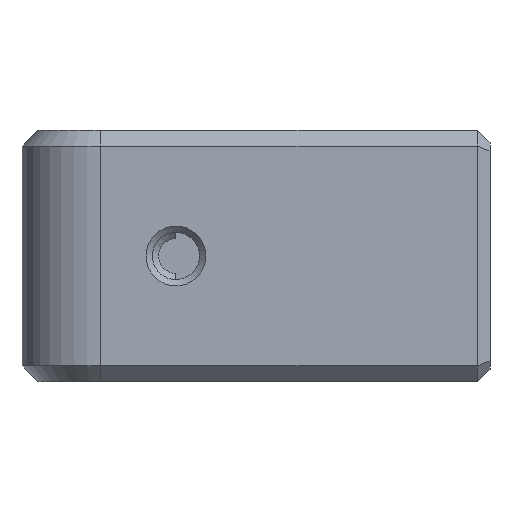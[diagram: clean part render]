
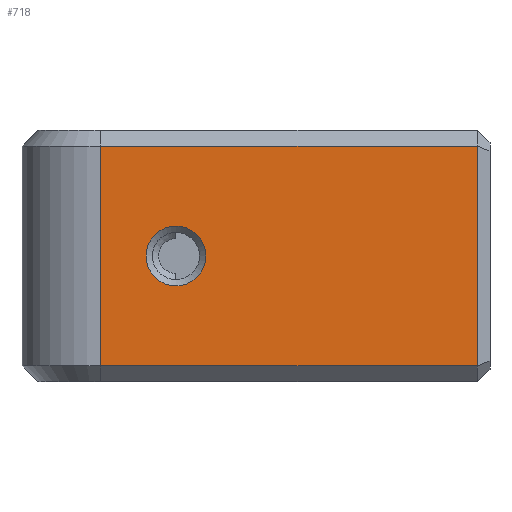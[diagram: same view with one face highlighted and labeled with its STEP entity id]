
A CAD part, front view. The second image highlights one B-rep face of the part: STEP entity #718.
In plain terms, the highlighted face is planar.
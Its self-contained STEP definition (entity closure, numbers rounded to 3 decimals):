
#35=FACE_BOUND('',#124,.T.);
#44=CIRCLE('',#785,0.95);
#77=FACE_OUTER_BOUND('',#123,.T.);
#123=EDGE_LOOP('',(#572,#573,#574,#575));
#124=EDGE_LOOP('',(#576));
#186=LINE('',#1116,#267);
#189=LINE('',#1122,#270);
#203=LINE('',#1165,#284);
#204=LINE('',#1166,#285);
#267=VECTOR('',#894,10.);
#270=VECTOR('',#899,1000.);
#284=VECTOR('',#941,1000.);
#285=VECTOR('',#942,1000.);
#329=VERTEX_POINT('',#1088);
#335=VERTEX_POINT('',#1112);
#337=VERTEX_POINT('',#1120);
#352=VERTEX_POINT('',#1164);
#353=VERTEX_POINT('',#1167);
#408=EDGE_CURVE('',#329,#335,#186,.T.);
#411=EDGE_CURVE('',#329,#337,#189,.T.);
#432=EDGE_CURVE('',#337,#352,#203,.T.);
#433=EDGE_CURVE('',#352,#335,#204,.T.);
#434=EDGE_CURVE('',#353,#353,#44,.T.);
#572=ORIENTED_EDGE('',*,*,#408,.F.);
#573=ORIENTED_EDGE('',*,*,#411,.T.);
#574=ORIENTED_EDGE('',*,*,#432,.T.);
#575=ORIENTED_EDGE('',*,*,#433,.T.);
#576=ORIENTED_EDGE('',*,*,#434,.T.);
#688=PLANE('',#784);
#718=ADVANCED_FACE('',(#77,#35),#688,.F.);
#784=AXIS2_PLACEMENT_3D('',#1163,#939,#940);
#785=AXIS2_PLACEMENT_3D('',#1168,#943,#944);
#894=DIRECTION('',(1.,0.,0.));
#899=DIRECTION('',(0.,-1.,0.));
#939=DIRECTION('center_axis',(0.,0.,-1.));
#940=DIRECTION('ref_axis',(-1.,0.,0.));
#941=DIRECTION('',(1.,0.,0.));
#942=DIRECTION('',(0.,1.,0.));
#943=DIRECTION('center_axis',(0.,0.,-1.));
#944=DIRECTION('ref_axis',(-1.,0.,0.));
#1088=CARTESIAN_POINT('',(-3.5,10.9,3.15));
#1112=CARTESIAN_POINT('',(3.5,10.9,3.15));
#1116=CARTESIAN_POINT('',(-2.,10.9,3.15));
#1120=CARTESIAN_POINT('',(-3.5,-1.1,3.15));
#1122=CARTESIAN_POINT('',(-3.5,12.3,3.15));
#1163=CARTESIAN_POINT('Origin',(-4.,12.3,3.15));
#1164=CARTESIAN_POINT('',(3.5,-1.1,3.15));
#1165=CARTESIAN_POINT('',(-4.,-1.1,3.15));
#1166=CARTESIAN_POINT('',(3.5,12.3,3.15));
#1167=CARTESIAN_POINT('',(-0.95,1.3,3.15));
#1168=CARTESIAN_POINT('Origin',(0.,1.3,3.15));
